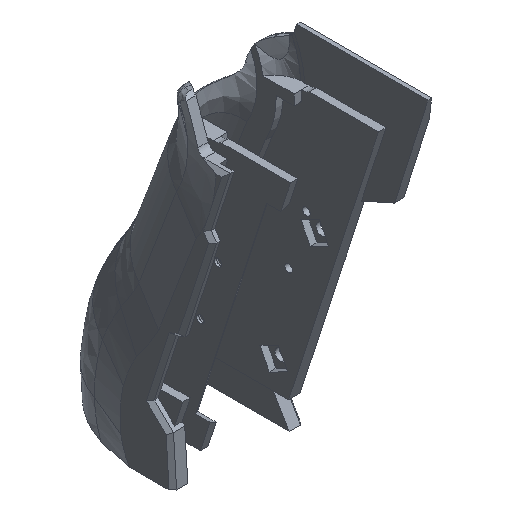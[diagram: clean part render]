
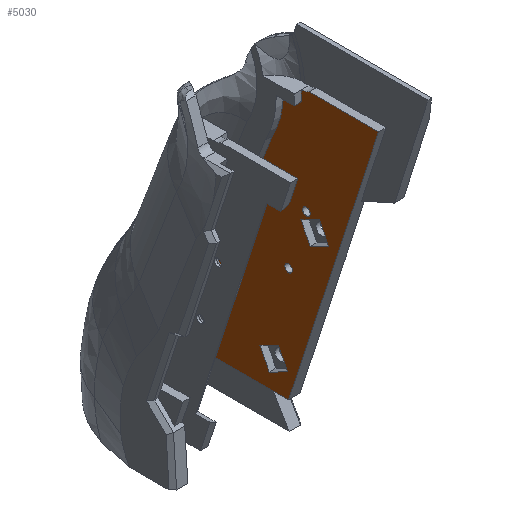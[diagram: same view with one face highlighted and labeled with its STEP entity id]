
A CAD part, isometric view. The second image highlights one B-rep face of the part: STEP entity #5030.
In plain terms, the highlighted planar face has unit normal (-1, 0, 0).
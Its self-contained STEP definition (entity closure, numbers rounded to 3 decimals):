
#164=CIRCLE('',#5316,4.75);
#167=CIRCLE('',#5331,1.);
#170=CIRCLE('',#5335,1.);
#181=CIRCLE('',#5360,4.);
#183=CIRCLE('',#5363,29.365);
#184=CIRCLE('',#5364,23.129);
#185=CIRCLE('',#5365,56.245);
#186=CIRCLE('',#5366,52.355);
#554=B_SPLINE_CURVE_WITH_KNOTS('',3,(#9066,#9067,#9068,#9069),
 .UNSPECIFIED.,.F.,.F.,(4,4),(4.398,4.733),
 .UNSPECIFIED.);
#1383=ORIENTED_EDGE('',*,*,#2589,.F.);
#1384=ORIENTED_EDGE('',*,*,#2596,.T.);
#1385=ORIENTED_EDGE('',*,*,#2594,.F.);
#1386=ORIENTED_EDGE('',*,*,#2592,.F.);
#1387=ORIENTED_EDGE('',*,*,#2602,.T.);
#1388=ORIENTED_EDGE('',*,*,#2588,.F.);
#1389=ORIENTED_EDGE('',*,*,#2586,.F.);
#1390=ORIENTED_EDGE('',*,*,#2584,.F.);
#1391=ORIENTED_EDGE('',*,*,#2581,.F.);
#1392=ORIENTED_EDGE('',*,*,#2599,.T.);
#1393=ORIENTED_EDGE('',*,*,#2580,.T.);
#1394=ORIENTED_EDGE('',*,*,#2577,.T.);
#1395=ORIENTED_EDGE('',*,*,#2664,.T.);
#1396=ORIENTED_EDGE('',*,*,#2665,.T.);
#1397=ORIENTED_EDGE('',*,*,#2666,.T.);
#1398=ORIENTED_EDGE('',*,*,#2667,.T.);
#1399=ORIENTED_EDGE('',*,*,#2668,.T.);
#1400=ORIENTED_EDGE('',*,*,#2669,.T.);
#1401=ORIENTED_EDGE('',*,*,#2603,.F.);
#1402=ORIENTED_EDGE('',*,*,#2661,.T.);
#1403=ORIENTED_EDGE('',*,*,#2670,.F.);
#1404=ORIENTED_EDGE('',*,*,#2671,.F.);
#1405=ORIENTED_EDGE('',*,*,#2672,.T.);
#1406=ORIENTED_EDGE('',*,*,#2673,.T.);
#1407=ORIENTED_EDGE('',*,*,#2674,.F.);
#1408=ORIENTED_EDGE('',*,*,#2675,.T.);
#1409=ORIENTED_EDGE('',*,*,#2676,.T.);
#2577=EDGE_CURVE('',#3247,#3248,#164,.F.);
#2580=EDGE_CURVE('',#3248,#3247,#3582,.T.);
#2581=EDGE_CURVE('',#3249,#3250,#3583,.T.);
#2584=EDGE_CURVE('',#3250,#3251,#3586,.T.);
#2586=EDGE_CURVE('',#3251,#3252,#3588,.T.);
#2588=EDGE_CURVE('',#3252,#3249,#3590,.T.);
#2589=EDGE_CURVE('',#3253,#3254,#3591,.T.);
#2592=EDGE_CURVE('',#3254,#3255,#3594,.T.);
#2594=EDGE_CURVE('',#3255,#3256,#3596,.T.);
#2596=EDGE_CURVE('',#3253,#3256,#3598,.T.);
#2599=EDGE_CURVE('',#3259,#3259,#167,.T.);
#2602=EDGE_CURVE('',#3262,#3262,#170,.T.);
#2603=EDGE_CURVE('',#3263,#3264,#3599,.T.);
#2661=EDGE_CURVE('',#3263,#3311,#181,.F.);
#2664=EDGE_CURVE('',#3313,#3314,#554,.T.);
#2665=EDGE_CURVE('',#3314,#3315,#183,.T.);
#2666=EDGE_CURVE('',#3315,#3316,#3640,.T.);
#2667=EDGE_CURVE('',#3316,#3317,#3641,.F.);
#2668=EDGE_CURVE('',#3317,#3318,#3642,.T.);
#2669=EDGE_CURVE('',#3318,#3264,#3643,.T.);
#2670=EDGE_CURVE('',#3319,#3311,#3644,.T.);
#2671=EDGE_CURVE('',#3320,#3319,#3645,.T.);
#2672=EDGE_CURVE('',#3320,#3321,#3646,.T.);
#2673=EDGE_CURVE('',#3321,#3322,#184,.F.);
#2674=EDGE_CURVE('',#3323,#3322,#3647,.T.);
#2675=EDGE_CURVE('',#3323,#3324,#185,.F.);
#2676=EDGE_CURVE('',#3324,#3313,#186,.T.);
#3247=VERTEX_POINT('',#8796);
#3248=VERTEX_POINT('',#8797);
#3249=VERTEX_POINT('',#8804);
#3250=VERTEX_POINT('',#8805);
#3251=VERTEX_POINT('',#8810);
#3252=VERTEX_POINT('',#8814);
#3253=VERTEX_POINT('',#8820);
#3254=VERTEX_POINT('',#8821);
#3255=VERTEX_POINT('',#8826);
#3256=VERTEX_POINT('',#8830);
#3259=VERTEX_POINT('',#8842);
#3262=VERTEX_POINT('',#8849);
#3263=VERTEX_POINT('',#8852);
#3264=VERTEX_POINT('',#8853);
#3311=VERTEX_POINT('',#9061);
#3313=VERTEX_POINT('',#9070);
#3314=VERTEX_POINT('',#9071);
#3315=VERTEX_POINT('',#9073);
#3316=VERTEX_POINT('',#9075);
#3317=VERTEX_POINT('',#9077);
#3318=VERTEX_POINT('',#9079);
#3319=VERTEX_POINT('',#9082);
#3320=VERTEX_POINT('',#9084);
#3321=VERTEX_POINT('',#9086);
#3322=VERTEX_POINT('',#9088);
#3323=VERTEX_POINT('',#9090);
#3324=VERTEX_POINT('',#9092);
#3582=LINE('',#8801,#3924);
#3583=LINE('',#8803,#3925);
#3586=LINE('',#8809,#3928);
#3588=LINE('',#8813,#3930);
#3590=LINE('',#8817,#3932);
#3591=LINE('',#8819,#3933);
#3594=LINE('',#8825,#3936);
#3596=LINE('',#8829,#3938);
#3598=LINE('',#8833,#3940);
#3599=LINE('',#8851,#3941);
#3640=LINE('',#9074,#3982);
#3641=LINE('',#9076,#3983);
#3642=LINE('',#9078,#3984);
#3643=LINE('',#9080,#3985);
#3644=LINE('',#9081,#3986);
#3645=LINE('',#9083,#3987);
#3646=LINE('',#9085,#3988);
#3647=LINE('',#9089,#3989);
#3924=VECTOR('',#5920,1000.);
#3925=VECTOR('',#5923,1000.);
#3928=VECTOR('',#5928,1000.);
#3930=VECTOR('',#5932,1000.);
#3932=VECTOR('',#5936,1000.);
#3933=VECTOR('',#5939,1000.);
#3936=VECTOR('',#5944,1000.);
#3938=VECTOR('',#5948,1000.);
#3940=VECTOR('',#5952,1000.);
#3941=VECTOR('',#5975,1000.);
#3982=VECTOR('',#6070,1000.);
#3983=VECTOR('',#6071,1000.);
#3984=VECTOR('',#6072,1000.);
#3985=VECTOR('',#6073,1000.);
#3986=VECTOR('',#6074,1000.);
#3987=VECTOR('',#6075,1000.);
#3988=VECTOR('',#6076,1000.);
#3989=VECTOR('',#6079,1000.);
#4311=EDGE_LOOP('',(#1383,#1384,#1385,#1386));
#4312=EDGE_LOOP('',(#1387));
#4313=EDGE_LOOP('',(#1388,#1389,#1390,#1391));
#4314=EDGE_LOOP('',(#1392));
#4315=EDGE_LOOP('',(#1393,#1394));
#4316=EDGE_LOOP('',(#1395,#1396,#1397,#1398,#1399,#1400,#1401,#1402,#1403,
#1404,#1405,#1406,#1407,#1408,#1409));
#4618=FACE_BOUND('',#4311,.T.);
#4619=FACE_BOUND('',#4312,.T.);
#4620=FACE_BOUND('',#4313,.T.);
#4621=FACE_BOUND('',#4314,.T.);
#4622=FACE_BOUND('',#4315,.T.);
#4623=FACE_BOUND('',#4316,.T.);
#4815=PLANE('',#5362);
#5030=ADVANCED_FACE('',(#4618,#4619,#4620,#4621,#4622,#4623),#4815,.T.);
#5316=AXIS2_PLACEMENT_3D('',#8795,#5914,#5915);
#5331=AXIS2_PLACEMENT_3D('',#8841,#5963,#5964);
#5335=AXIS2_PLACEMENT_3D('',#8848,#5971,#5972);
#5360=AXIS2_PLACEMENT_3D('',#9060,#6061,#6062);
#5362=AXIS2_PLACEMENT_3D('',#9065,#6066,#6067);
#5363=AXIS2_PLACEMENT_3D('',#9072,#6068,#6069);
#5364=AXIS2_PLACEMENT_3D('',#9087,#6077,#6078);
#5365=AXIS2_PLACEMENT_3D('',#9091,#6080,#6081);
#5366=AXIS2_PLACEMENT_3D('',#9093,#6082,#6083);
#5914=DIRECTION('',(-1.,0.,0.));
#5915=DIRECTION('',(0.,0.,1.));
#5920=DIRECTION('',(0.,0.309,-0.951));
#5923=DIRECTION('',(0.,-0.891,0.454));
#5928=DIRECTION('',(0.,0.454,0.891));
#5932=DIRECTION('',(0.,0.891,-0.454));
#5936=DIRECTION('',(0.,-0.454,-0.891));
#5939=DIRECTION('',(0.,-0.891,0.454));
#5944=DIRECTION('',(0.,0.454,0.891));
#5948=DIRECTION('',(0.,0.891,-0.454));
#5952=DIRECTION('',(0.,0.454,0.891));
#5963=DIRECTION('',(1.,0.,0.));
#5964=DIRECTION('',(0.,-1.,0.));
#5971=DIRECTION('',(1.,0.,0.));
#5972=DIRECTION('',(0.,-1.,0.));
#5975=DIRECTION('',(0.,-1.,0.));
#6061=DIRECTION('',(-1.,0.,0.));
#6062=DIRECTION('',(0.,0.,1.));
#6066=DIRECTION('',(-1.,0.,0.));
#6067=DIRECTION('',(0.,0.,-1.));
#6068=DIRECTION('',(-1.,0.,0.));
#6069=DIRECTION('',(0.,0.,1.));
#6070=DIRECTION('',(0.,-1.,0.));
#6071=DIRECTION('',(0.,-0.615,-0.789));
#6072=DIRECTION('',(0.,-1.,0.));
#6073=DIRECTION('',(0.,-0.309,0.951));
#6074=DIRECTION('',(0.,-1.,0.));
#6075=DIRECTION('',(0.,0.,1.));
#6076=DIRECTION('',(0.,1.,0.));
#6077=DIRECTION('',(-1.,0.,0.));
#6078=DIRECTION('',(0.,0.,1.));
#6079=DIRECTION('',(0.,-0.357,0.934));
#6080=DIRECTION('',(-1.,0.,0.));
#6081=DIRECTION('',(0.,0.,1.));
#6082=DIRECTION('',(-1.,0.,0.));
#6083=DIRECTION('',(0.,0.,1.));
#8795=CARTESIAN_POINT('',(10.8,188.575,21.834));
#8796=CARTESIAN_POINT('',(10.8,186.34,17.642));
#8797=CARTESIAN_POINT('',(10.8,184.303,23.911));
#8801=CARTESIAN_POINT('',(10.8,184.39,23.644));
#8803=CARTESIAN_POINT('',(10.8,174.156,13.223));
#8804=CARTESIAN_POINT('',(10.8,174.156,13.223));
#8805=CARTESIAN_POINT('',(10.8,169.255,15.72));
#8809=CARTESIAN_POINT('',(10.8,169.255,15.72));
#8810=CARTESIAN_POINT('',(10.8,171.752,20.62));
#8813=CARTESIAN_POINT('',(10.8,171.752,20.62));
#8814=CARTESIAN_POINT('',(10.8,176.653,18.123));
#8817=CARTESIAN_POINT('',(10.8,176.653,18.123));
#8819=CARTESIAN_POINT('',(10.8,163.234,47.69));
#8820=CARTESIAN_POINT('',(10.8,163.234,47.69));
#8821=CARTESIAN_POINT('',(10.8,158.334,50.187));
#8825=CARTESIAN_POINT('',(10.8,158.334,50.187));
#8826=CARTESIAN_POINT('',(10.8,160.831,55.088));
#8829=CARTESIAN_POINT('',(10.8,160.831,55.088));
#8830=CARTESIAN_POINT('',(10.8,165.731,52.591));
#8833=CARTESIAN_POINT('',(10.8,165.731,52.591));
#8841=CARTESIAN_POINT('',(10.8,169.038,39.747));
#8842=CARTESIAN_POINT('',(10.8,168.038,39.747));
#8848=CARTESIAN_POINT('',(10.8,164.297,55.193));
#8849=CARTESIAN_POINT('',(10.8,163.297,55.193));
#8851=CARTESIAN_POINT('',(10.8,0.,83.211));
#8852=CARTESIAN_POINT('',(10.8,163.54,83.211));
#8853=CARTESIAN_POINT('',(10.8,145.026,83.211));
#9060=CARTESIAN_POINT('',(10.8,165.578,86.653));
#9061=CARTESIAN_POINT('',(10.8,165.578,82.653));
#9065=CARTESIAN_POINT('',(10.8,0.,0.));
#9066=CARTESIAN_POINT('',(10.8,193.127,24.023));
#9067=CARTESIAN_POINT('',(10.8,194.644,19.352));
#9068=CARTESIAN_POINT('',(10.8,195.37,14.426));
#9069=CARTESIAN_POINT('',(10.8,195.267,9.517));
#9070=CARTESIAN_POINT('',(10.8,193.127,24.023));
#9071=CARTESIAN_POINT('',(10.8,195.267,9.517));
#9072=CARTESIAN_POINT('',(10.8,165.907,10.062));
#9073=CARTESIAN_POINT('',(10.8,195.249,8.891));
#9074=CARTESIAN_POINT('',(10.8,191.36,8.891));
#9075=CARTESIAN_POINT('',(10.8,194.491,8.891));
#9076=CARTESIAN_POINT('',(10.8,117.304,-90.203));
#9077=CARTESIAN_POINT('',(10.8,194.881,9.391));
#9078=CARTESIAN_POINT('',(10.8,191.36,9.391));
#9079=CARTESIAN_POINT('',(10.8,169.012,9.391));
#9080=CARTESIAN_POINT('',(10.8,169.296,8.518));
#9081=CARTESIAN_POINT('',(10.8,165.639,82.653));
#9082=CARTESIAN_POINT('',(10.8,165.639,82.653));
#9083=CARTESIAN_POINT('',(10.8,165.639,82.653));
#9084=CARTESIAN_POINT('',(10.8,165.639,79.903));
#9085=CARTESIAN_POINT('',(10.8,146.101,79.903));
#9086=CARTESIAN_POINT('',(10.8,170.399,79.903));
#9087=CARTESIAN_POINT('',(10.8,193.524,79.471));
#9088=CARTESIAN_POINT('',(10.8,173.405,68.06));
#9089=CARTESIAN_POINT('',(10.8,174.015,66.465));
#9090=CARTESIAN_POINT('',(10.8,183.391,41.917));
#9091=CARTESIAN_POINT('',(10.8,233.766,66.934));
#9092=CARTESIAN_POINT('',(10.8,188.201,33.959));
#9093=CARTESIAN_POINT('',(10.8,144.02,5.868));
